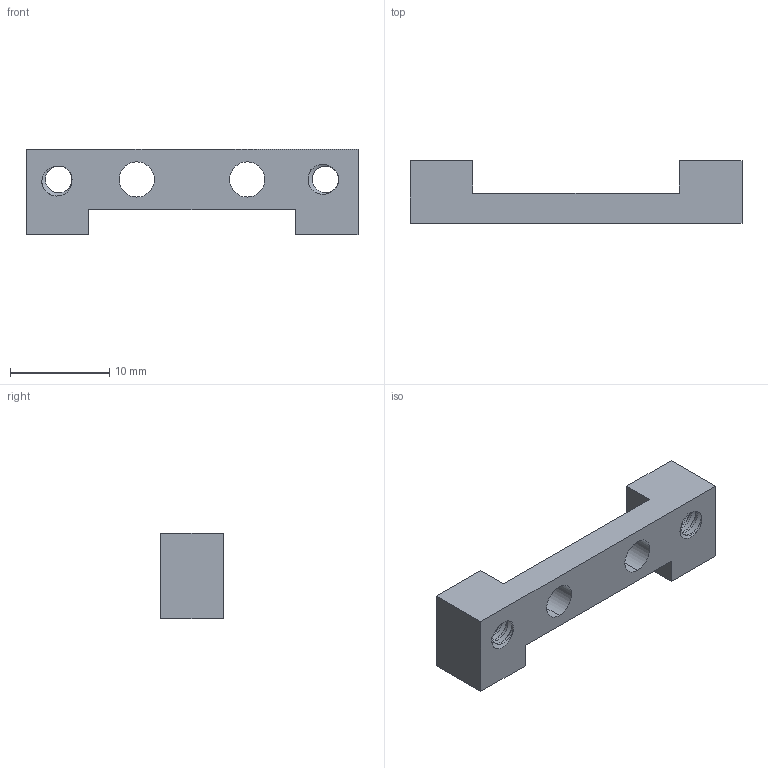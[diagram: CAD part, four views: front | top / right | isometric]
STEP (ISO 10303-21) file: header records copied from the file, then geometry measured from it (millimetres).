
FILE_DESCRIPTION (( 'STEP AP203' ), '1' );
FILE_NAME ('585598.STEP', '2016-08-23T15:12:23', ( '' ), ( '' ), 'SwSTEP 2.0', 'SolidWorks 2014', '' );
FILE_SCHEMA (( 'CONFIG_CONTROL_DESIGN' ));
Length unit declared in the file: inch
Products named in the file (1): 585598
Bounding box: 33.53 x 6.34 x 8.63 mm (x, y, z)
Volume: 865 mm3; surface area: 1232 mm2
Topology: 1 solids, 1 shells, 205 faces, 616 edges, 411 vertices
Faces by surface type: cylinder 148, bspline 40, plane 12, cone 5
Entity records: 26367 total; most frequent: CARTESIAN_POINT 22024, ORIENTED_EDGE 1232, EDGE_CURVE 616, DIRECTION 535, VERTEX_POINT 411, EDGE_LOOP 215, ADVANCED_FACE 205, FACE_OUTER_BOUND 205
